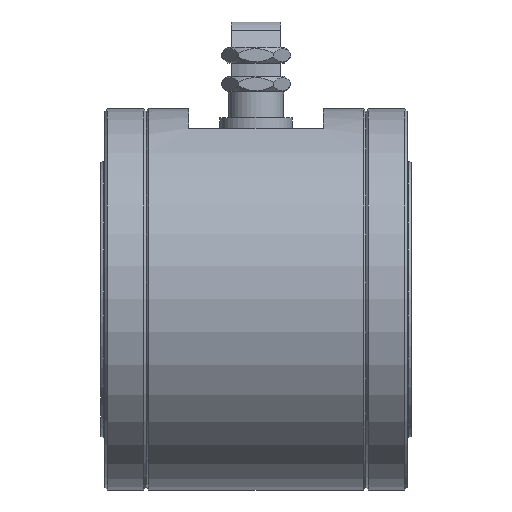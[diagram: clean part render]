
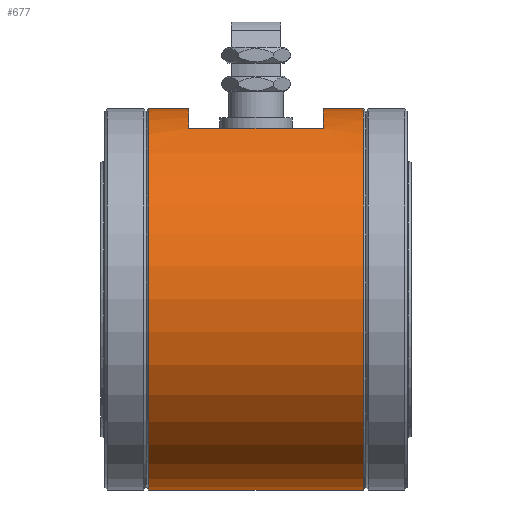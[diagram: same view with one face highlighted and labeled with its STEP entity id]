
A CAD part, left-side view. The second image highlights one B-rep face of the part: STEP entity #677.
In plain terms, the highlighted cylindrical face has radius 145 mm (diameter 290 mm), a full revolution.
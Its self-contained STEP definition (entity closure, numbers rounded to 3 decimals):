
#677 = ADVANCED_FACE( '', ( #1760, #1761, #1762 ), #1763, .T. );
#1760 = FACE_OUTER_BOUND( '', #3392, .T. );
#1761 = FACE_OUTER_BOUND( '', #3393, .T. );
#1762 = FACE_BOUND( '', #3394, .T. );
#1763 = CYLINDRICAL_SURFACE( '', #3395, 145. );
#3392 = EDGE_LOOP( '', ( #5401 ) );
#3393 = EDGE_LOOP( '', ( #5402 ) );
#3394 = EDGE_LOOP( '', ( #5403, #5404, #5405, #5406 ) );
#3395 = AXIS2_PLACEMENT_3D( '', #5407, #5408, #5409 );
#5401 = ORIENTED_EDGE( '', *, *, #7793, .T. );
#5402 = ORIENTED_EDGE( '', *, *, #7945, .T. );
#5403 = ORIENTED_EDGE( '', *, *, #8180, .F. );
#5404 = ORIENTED_EDGE( '', *, *, #8181, .F. );
#5405 = ORIENTED_EDGE( '', *, *, #7785, .F. );
#5406 = ORIENTED_EDGE( '', *, *, #8182, .F. );
#5407 = CARTESIAN_POINT( '', ( 0., 34.5, 0. ) );
#5408 = DIRECTION( '', ( 0., -1., 0. ) );
#5409 = DIRECTION( '', ( -1., 0., 0. ) );
#7785 = EDGE_CURVE( '', #8941, #8942, #8943, .T. );
#7793 = EDGE_CURVE( '', #8955, #8955, #8956, .T. );
#7945 = EDGE_CURVE( '', #9211, #9211, #9212, .T. );
#8180 = EDGE_CURVE( '', #9605, #9606, #9607, .T. );
#8181 = EDGE_CURVE( '', #8942, #9605, #9608, .T. );
#8182 = EDGE_CURVE( '', #9606, #8941, #9609, .T. );
#8941 = VERTEX_POINT( '', #10600 );
#8942 = VERTEX_POINT( '', #10601 );
#8943 = CIRCLE( '', #10602, 145. );
#8955 = VERTEX_POINT( '', #10619 );
#8956 = CIRCLE( '', #10620, 145. );
#9211 = VERTEX_POINT( '', #10934 );
#9212 = CIRCLE( '', #10935, 145. );
#9605 = VERTEX_POINT( '', #11493 );
#9606 = VERTEX_POINT( '', #11494 );
#9607 = CIRCLE( '', #11495, 145. );
#9608 = LINE( '', #11496, #11497 );
#9609 = LINE( '', #11498, #11499 );
#10600 = CARTESIAN_POINT( '', ( 64.226, 169., 130. ) );
#10601 = CARTESIAN_POINT( '', ( -64.226, 169., 130. ) );
#10602 = AXIS2_PLACEMENT_3D( '', #12784, #12785, #12786 );
#10619 = CARTESIAN_POINT( '', ( 0., 36.5, 145. ) );
#10620 = AXIS2_PLACEMENT_3D( '', #12792, #12793, #12794 );
#10934 = CARTESIAN_POINT( '', ( 0., 199.5, -145. ) );
#10935 = AXIS2_PLACEMENT_3D( '', #13007, #13008, #13009 );
#11493 = CARTESIAN_POINT( '', ( -64.226, 67., 130. ) );
#11494 = CARTESIAN_POINT( '', ( 64.226, 67., 130. ) );
#11495 = AXIS2_PLACEMENT_3D( '', #13322, #13323, #13324 );
#11496 = CARTESIAN_POINT( '', ( -64.226, 34.5, 130. ) );
#11497 = VECTOR( '', #13325, 1000. );
#11498 = CARTESIAN_POINT( '', ( 64.226, 34.5, 130. ) );
#11499 = VECTOR( '', #13326, 1000. );
#12784 = CARTESIAN_POINT( '', ( 0., 169., 0. ) );
#12785 = DIRECTION( '', ( 0., -1., 0. ) );
#12786 = DIRECTION( '', ( -1., 0., 0. ) );
#12792 = CARTESIAN_POINT( '', ( 0., 36.5, 0. ) );
#12793 = DIRECTION( '', ( 0., 1., 0. ) );
#12794 = DIRECTION( '', ( 0., 0., 1. ) );
#13007 = CARTESIAN_POINT( '', ( 0., 199.5, 0. ) );
#13008 = DIRECTION( '', ( 0., -1., 0. ) );
#13009 = DIRECTION( '', ( 0., 0., -1. ) );
#13322 = CARTESIAN_POINT( '', ( 0., 67., 0. ) );
#13323 = DIRECTION( '', ( 0., 1., 0. ) );
#13324 = DIRECTION( '', ( 1., 0., 0. ) );
#13325 = DIRECTION( '', ( 0., -1., 0. ) );
#13326 = DIRECTION( '', ( 0., 1., 0. ) );
